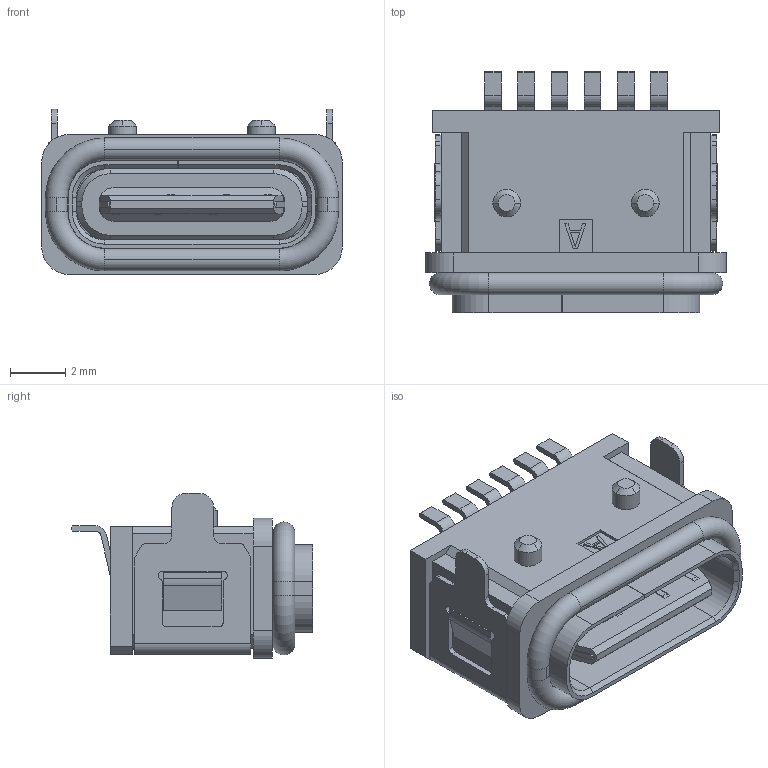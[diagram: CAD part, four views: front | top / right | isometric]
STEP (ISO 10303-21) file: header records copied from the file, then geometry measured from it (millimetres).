
FILE_DESCRIPTION (( 'STEP AP203' ), '1' );
FILE_NAME ('54-00285.STEP', '2021-06-16T21:46:30', ( '' ), ( '' ), 'SwSTEP 2.0', 'SolidWorks 2021', '' );
FILE_SCHEMA (( 'CONFIG_CONTROL_DESIGN' ));
Length unit declared in the file: millimetre
Products named in the file (1): 54-00285
Bounding box: 10.84 x 8.71 x 5.96 mm (x, y, z)
Volume: 247.9 mm3; surface area: 987.6 mm2
Topology: 2 solids, 2 shells, 625 faces, 1751 edges, 1146 vertices
Faces by surface type: plane 441, cylinder 153, cone 27, torus 4
Entity records: 20158 total; most frequent: CARTESIAN_POINT 3703, ORIENTED_EDGE 3502, DIRECTION 3313, EDGE_CURVE 1751, VECTOR 1377, LINE 1377, VERTEX_POINT 1146, AXIS2_PLACEMENT_3D 968
